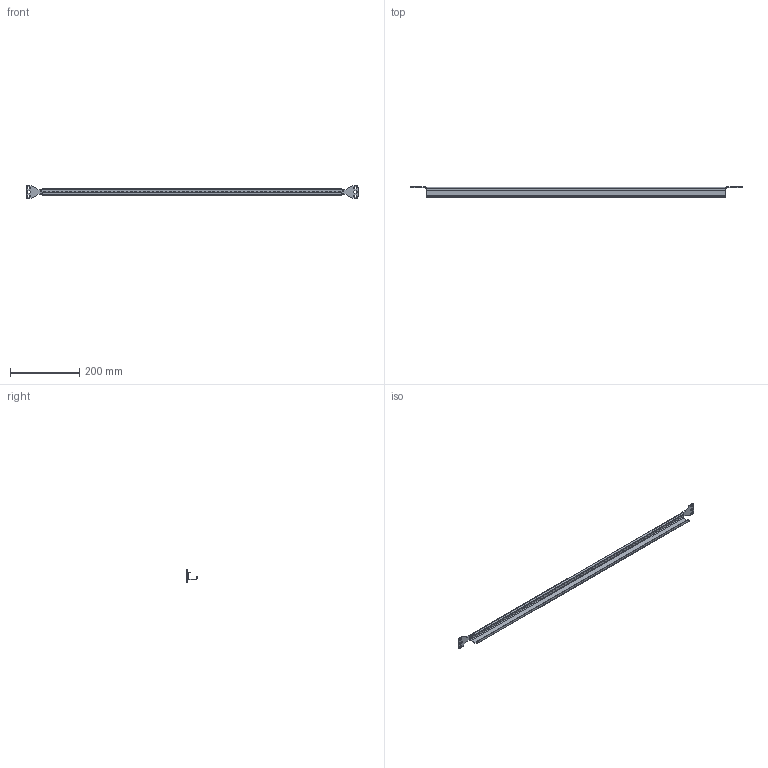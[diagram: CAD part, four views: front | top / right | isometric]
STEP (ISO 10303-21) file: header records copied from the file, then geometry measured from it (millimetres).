
FILE_DESCRIPTION (( 'STEP AP214' ), '1' );
FILE_NAME ('620.103.STEP', '2024-09-30T09:54:04', ( '' ), ( '' ), 'SwSTEP 2.0', 'SolidWorks 2021', '' );
FILE_SCHEMA (( 'AUTOMOTIVE_DESIGN' ));
Length unit declared in the file: millimetre
Products named in the file (1): 620.103
Bounding box: 957 x 29.76 x 36 mm (x, y, z)
Volume: 105728.1 mm3; surface area: 112181 mm2
Topology: 1 solids, 1 shells, 240 faces, 666 edges, 428 vertices
Faces by surface type: cylinder 180, plane 60
Entity records: 8140 total; most frequent: DIRECTION 1508, CARTESIAN_POINT 1335, ORIENTED_EDGE 1332, EDGE_CURVE 666, AXIS2_PLACEMENT_3D 601, VERTEX_POINT 428, EDGE_LOOP 390, CIRCLE 360
